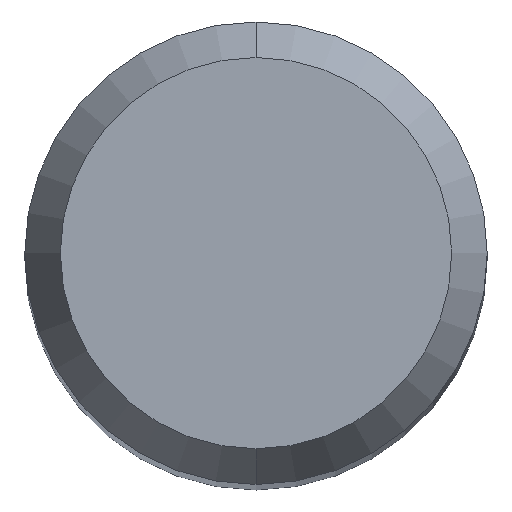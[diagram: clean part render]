
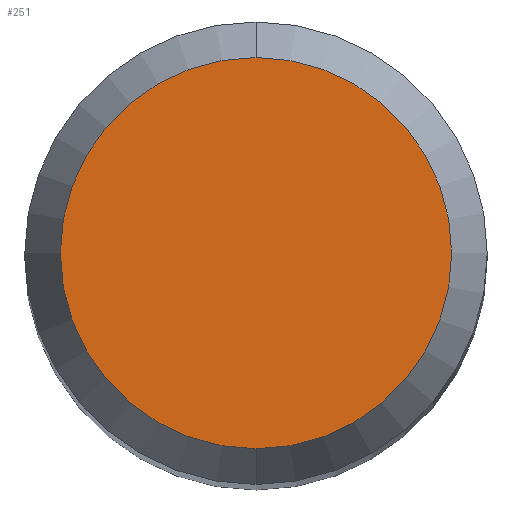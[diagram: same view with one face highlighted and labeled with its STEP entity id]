
A CAD part, top view. The second image highlights one B-rep face of the part: STEP entity #251.
In plain terms, the highlighted planar face has unit normal (0, 0, 1).
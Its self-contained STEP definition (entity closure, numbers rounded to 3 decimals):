
#209=EDGE_CURVE('',#305,#353,#503,.T.);
#219=EDGE_CURVE('',#353,#305,#513,.T.);
#251=ADVANCED_FACE('',(#548),#549,.T.);
#305=VERTEX_POINT('',#612);
#353=VERTEX_POINT('',#666);
#503=CIRCLE('',#852,2.538);
#513=CIRCLE('',#881,2.538);
#548=FACE_OUTER_BOUND('',#971,.T.);
#549=PLANE('',#972);
#612=CARTESIAN_POINT('',(0.,-2.538,40.666));
#666=CARTESIAN_POINT('',(0.0,2.538,40.666));
#852=AXIS2_PLACEMENT_3D('',#1441,#1442,#1443);
#881=AXIS2_PLACEMENT_3D('',#1446,#1447,#1448);
#971=EDGE_LOOP('',(#1476,#1477));
#972=AXIS2_PLACEMENT_3D('',#1478,#1479,#1480);
#1441=CARTESIAN_POINT('',(0.0,0.0,40.666));
#1442=DIRECTION('',(0.0,0.0,-1.0));
#1443=DIRECTION('',(0.0,1.0,0.0));
#1446=CARTESIAN_POINT('',(0.0,0.0,40.666));
#1447=DIRECTION('',(0.0,0.0,-1.0));
#1448=DIRECTION('',(0.0,1.0,0.0));
#1476=ORIENTED_EDGE('',*,*,#219,.F.);
#1477=ORIENTED_EDGE('',*,*,#209,.F.);
#1478=CARTESIAN_POINT('',(0.0,1.269,40.666));
#1479=DIRECTION('',(-0.0,0.0,1.0));
#1480=DIRECTION('',(0.0,-1.0,0.0));
